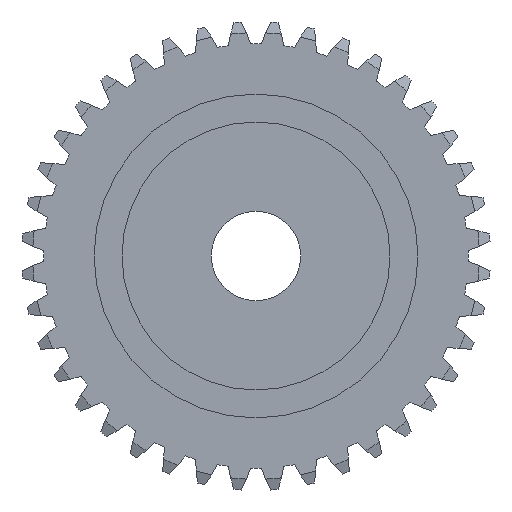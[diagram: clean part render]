
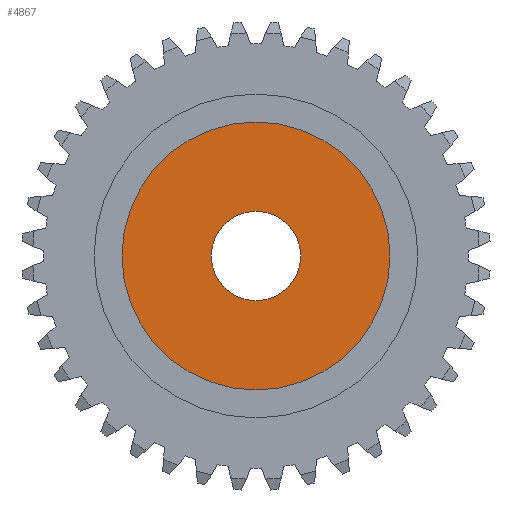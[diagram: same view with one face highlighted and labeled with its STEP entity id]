
A CAD part, left-side view. The second image highlights one B-rep face of the part: STEP entity #4867.
In plain terms, the highlighted planar face has unit normal (-1, 0, 0).
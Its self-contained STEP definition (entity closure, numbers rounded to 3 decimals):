
#2249 = VERTEX_POINT( '', #5657 );
#2789 = EDGE_CURVE( '', #2249, #4081, #6260, .T. );
#3329 = EDGE_CURVE( '', #4081, #2249, #6847, .T. );
#4047 = VERTEX_POINT( '', #7635 );
#4081 = VERTEX_POINT( '', #7672 );
#4115 = VERTEX_POINT( '', #7711 );
#4119 = EDGE_CURVE( '', #4047, #4115, #7715, .T. );
#4867 = ADVANCED_FACE( '', ( #8543, #8544 ), #8545, .T. );
#4927 = EDGE_CURVE( '', #4115, #4047, #8610, .T. );
#5657 = CARTESIAN_POINT( '', ( 0., 2., 0. ) );
#6260 = CIRCLE( '', #10750, 2. );
#6847 = CIRCLE( '', #11917, 2. );
#7635 = CARTESIAN_POINT( '', ( 0., -6., 0. ) );
#7672 = CARTESIAN_POINT( '', ( 0., -2., 0. ) );
#7711 = CARTESIAN_POINT( '', ( 0., 6., 0. ) );
#7715 = CIRCLE( '', #13320, 6. );
#8543 = FACE_BOUND( '', #14785, .T. );
#8544 = FACE_OUTER_BOUND( '', #14786, .T. );
#8545 = PLANE( '', #14787 );
#8610 = CIRCLE( '', #14897, 6. );
#10750 = AXIS2_PLACEMENT_3D( '', #16568, #16569, #16570 );
#11917 = AXIS2_PLACEMENT_3D( '', #17284, #17285, #17286 );
#13320 = AXIS2_PLACEMENT_3D( '', #18185, #18186, #18187 );
#14785 = EDGE_LOOP( '', ( #19097, #19098 ) );
#14786 = EDGE_LOOP( '', ( #19099, #19100 ) );
#14787 = AXIS2_PLACEMENT_3D( '', #19101, #19102, #19103 );
#14897 = AXIS2_PLACEMENT_3D( '', #19161, #19162, #19163 );
#16568 = CARTESIAN_POINT( '', ( 0., 0., 0. ) );
#16569 = DIRECTION( '', ( -1., 0., 0. ) );
#16570 = DIRECTION( '', ( 0., 1., 0. ) );
#17284 = CARTESIAN_POINT( '', ( 0., 0., 0. ) );
#17285 = DIRECTION( '', ( -1., 0., 0. ) );
#17286 = DIRECTION( '', ( 0., 1., 0. ) );
#18185 = CARTESIAN_POINT( '', ( 0., 0., 0. ) );
#18186 = DIRECTION( '', ( -1., 0., 0. ) );
#18187 = DIRECTION( '', ( 0., 1., 0. ) );
#19097 = ORIENTED_EDGE( '', *, *, #2789, .F. );
#19098 = ORIENTED_EDGE( '', *, *, #3329, .F. );
#19099 = ORIENTED_EDGE( '', *, *, #4927, .T. );
#19100 = ORIENTED_EDGE( '', *, *, #4119, .T. );
#19101 = CARTESIAN_POINT( '', ( 0., 4., 0. ) );
#19102 = DIRECTION( '', ( -1., 0., 0. ) );
#19103 = DIRECTION( '', ( 0., 1., 0. ) );
#19161 = CARTESIAN_POINT( '', ( 0., 0., 0. ) );
#19162 = DIRECTION( '', ( -1., 0., 0. ) );
#19163 = DIRECTION( '', ( 0., 1., 0. ) );
